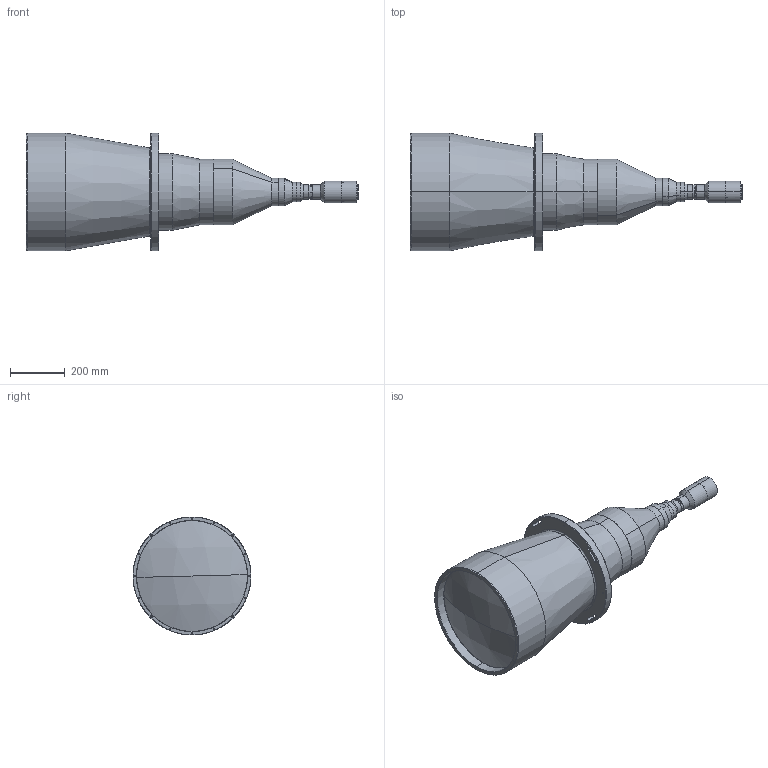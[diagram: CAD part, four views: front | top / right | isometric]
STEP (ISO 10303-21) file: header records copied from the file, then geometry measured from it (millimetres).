
FILE_DESCRIPTION (( 'STEP AP203' ), '1' );
FILE_NAME ('XF-PTL39044-M58-11.48.STEP', '2019-07-19T07:40:43', ( 'puyufan' ), ( '' ), 'SwSTEP 2.0', 'SolidWorks 2014', '' );
FILE_SCHEMA (( 'CONFIG_CONTROL_DESIGN' ));
Length unit declared in the file: millimetre
Products named in the file (1): XF-PTL39044-M58-11.48
Bounding box: 1211.83 x 430 x 430 mm (x, y, z)
Surface area: 1408726 mm2 (no closed solid volume)
Topology: 0 solids, 38 shells, 239 faces, 1036 edges, 817 vertices
Faces by surface type: cylinder 122, plane 61, cone 34, torus 20, sphere 2
Entity records: 13624 total; most frequent: CARTESIAN_POINT 4985, DIRECTION 1862, ORIENTED_EDGE 1476, EDGE_CURVE 1028, VERTEX_POINT 817, AXIS2_PLACEMENT_3D 724, CIRCLE 484, LINE 414
